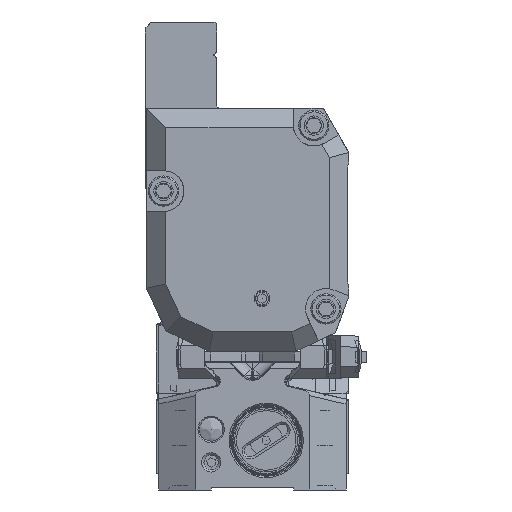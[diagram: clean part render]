
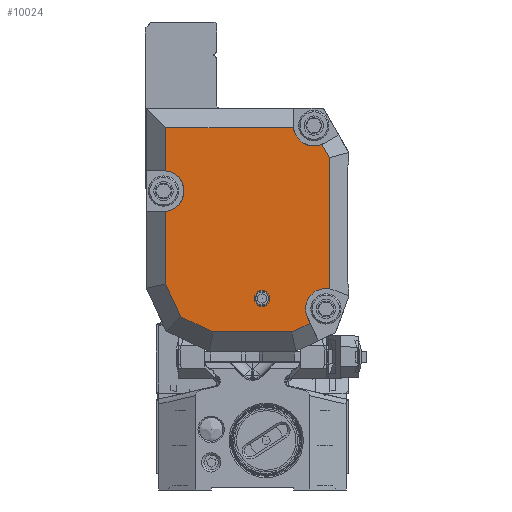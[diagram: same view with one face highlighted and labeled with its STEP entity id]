
A CAD part, front view. The second image highlights one B-rep face of the part: STEP entity #10024.
In plain terms, the highlighted planar face has unit normal (0, -1, 0).
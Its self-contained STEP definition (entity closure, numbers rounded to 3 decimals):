
#6539=FACE_BOUND('',#19026,.T.);
#6540=FACE_BOUND('',#19027,.T.);
#10024=ADVANCED_FACE('',(#6539,#6540),#11997,.F.);
#11997=PLANE('',#71542);
#19026=EDGE_LOOP('',(#37419,#37420,#37421,#37422,#37423,#37424,#37425,#37426,
#37427,#37428,#37429,#37430,#37431));
#19027=EDGE_LOOP('',(#37432));
#37419=ORIENTED_EDGE('',*,*,#52947,.T.);
#37420=ORIENTED_EDGE('',*,*,#52948,.T.);
#37421=ORIENTED_EDGE('',*,*,#52949,.T.);
#37422=ORIENTED_EDGE('',*,*,#52950,.T.);
#37423=ORIENTED_EDGE('',*,*,#52951,.T.);
#37424=ORIENTED_EDGE('',*,*,#52952,.T.);
#37425=ORIENTED_EDGE('',*,*,#52953,.T.);
#37426=ORIENTED_EDGE('',*,*,#52954,.T.);
#37427=ORIENTED_EDGE('',*,*,#52955,.T.);
#37428=ORIENTED_EDGE('',*,*,#52956,.T.);
#37429=ORIENTED_EDGE('',*,*,#52957,.T.);
#37430=ORIENTED_EDGE('',*,*,#52958,.T.);
#37431=ORIENTED_EDGE('',*,*,#52959,.T.);
#37432=ORIENTED_EDGE('',*,*,#52960,.T.);
#43704=VERTEX_POINT('',#121773);
#43705=VERTEX_POINT('',#121774);
#43706=VERTEX_POINT('',#121776);
#43707=VERTEX_POINT('',#121778);
#43708=VERTEX_POINT('',#121780);
#43709=VERTEX_POINT('',#121782);
#43710=VERTEX_POINT('',#121784);
#43711=VERTEX_POINT('',#121786);
#43712=VERTEX_POINT('',#121788);
#43713=VERTEX_POINT('',#121790);
#43714=VERTEX_POINT('',#121792);
#43715=VERTEX_POINT('',#121794);
#43716=VERTEX_POINT('',#121796);
#43717=VERTEX_POINT('',#121799);
#52947=EDGE_CURVE('',#43704,#43705,#65966,.T.);
#52948=EDGE_CURVE('',#43705,#43706,#58420,.T.);
#52949=EDGE_CURVE('',#43706,#43707,#58421,.T.);
#52950=EDGE_CURVE('',#43707,#43708,#65967,.T.);
#52951=EDGE_CURVE('',#43708,#43709,#58422,.T.);
#52952=EDGE_CURVE('',#43709,#43710,#58423,.T.);
#52953=EDGE_CURVE('',#43710,#43711,#65968,.T.);
#52954=EDGE_CURVE('',#43711,#43712,#58424,.T.);
#52955=EDGE_CURVE('',#43712,#43713,#58425,.T.);
#52956=EDGE_CURVE('',#43713,#43714,#58426,.T.);
#52957=EDGE_CURVE('',#43714,#43715,#58427,.T.);
#52958=EDGE_CURVE('',#43715,#43716,#58428,.T.);
#52959=EDGE_CURVE('',#43716,#43704,#58429,.T.);
#52960=EDGE_CURVE('',#43717,#43717,#65969,.T.);
#58420=LINE('',#121775,#63958);
#58421=LINE('',#121777,#63959);
#58422=LINE('',#121781,#63960);
#58423=LINE('',#121783,#63961);
#58424=LINE('',#121787,#63962);
#58425=LINE('',#121789,#63963);
#58426=LINE('',#121791,#63964);
#58427=LINE('',#121793,#63965);
#58428=LINE('',#121795,#63966);
#58429=LINE('',#121797,#63967);
#63958=VECTOR('',#88168,1.);
#63959=VECTOR('',#88169,1.);
#63960=VECTOR('',#88172,1.);
#63961=VECTOR('',#88173,1.);
#63962=VECTOR('',#88176,1.);
#63963=VECTOR('',#88177,1.);
#63964=VECTOR('',#88178,1.);
#63965=VECTOR('',#88179,1.);
#63966=VECTOR('',#88180,1.);
#63967=VECTOR('',#88181,1.);
#65966=CIRCLE('',#71538,3.7);
#65967=CIRCLE('',#71539,3.7);
#65968=CIRCLE('',#71540,3.7);
#65969=CIRCLE('',#71541,1.3);
#71538=AXIS2_PLACEMENT_3D('',#121772,#88166,#88167);
#71539=AXIS2_PLACEMENT_3D('',#121779,#88170,#88171);
#71540=AXIS2_PLACEMENT_3D('',#121785,#88174,#88175);
#71541=AXIS2_PLACEMENT_3D('',#121798,#88182,#88183);
#71542=AXIS2_PLACEMENT_3D('',#121800,#88184,#88185);
#88166=DIRECTION('',(0.,1.,0.));
#88167=DIRECTION('',(-1.,0.,0.));
#88168=DIRECTION('',(0.,0.,1.));
#88169=DIRECTION('',(-0.5,0.,0.866));
#88170=DIRECTION('',(0.,1.,0.));
#88171=DIRECTION('',(-1.,0.,0.));
#88172=DIRECTION('',(-1.,0.,0.));
#88173=DIRECTION('',(0.,0.,-1.));
#88174=DIRECTION('',(0.,1.,0.));
#88175=DIRECTION('',(-1.,0.,0.));
#88176=DIRECTION('',(0.,0.,-1.));
#88177=DIRECTION('',(0.419,0.,-0.908));
#88178=DIRECTION('',(0.905,0.,-0.426));
#88179=DIRECTION('',(1.,0.,0.));
#88180=DIRECTION('',(0.905,0.,0.426));
#88181=DIRECTION('',(-0.426,0.,0.905));
#88182=DIRECTION('',(0.,1.,0.));
#88183=DIRECTION('',(0.,0.,1.));
#88184=DIRECTION('',(0.,1.,0.));
#88185=DIRECTION('',(0.,0.,1.));
#121772=CARTESIAN_POINT('',(32.85,-8.,-52.11));
#121773=CARTESIAN_POINT('',(29.503,-8.,-53.687));
#121774=CARTESIAN_POINT('',(33.5,-8.,-48.468));
#121775=CARTESIAN_POINT('',(33.5,-8.,-46.706));
#121776=CARTESIAN_POINT('',(33.5,-8.,-24.648));
#121777=CARTESIAN_POINT('',(44.864,-8.,-44.331));
#121778=CARTESIAN_POINT('',(32.096,-8.,-22.216));
#121779=CARTESIAN_POINT('',(30.65,-8.,-18.81));
#121780=CARTESIAN_POINT('',(26.972,-8.,-19.21));
#121781=CARTESIAN_POINT('',(40.75,-8.,-19.21));
#121782=CARTESIAN_POINT('',(3.75,-8.,-19.21));
#121783=CARTESIAN_POINT('',(3.75,-8.,-46.706));
#121784=CARTESIAN_POINT('',(3.75,-8.,-27.032));
#121785=CARTESIAN_POINT('',(3.35,-8.,-30.71));
#121786=CARTESIAN_POINT('',(3.75,-8.,-34.388));
#121787=CARTESIAN_POINT('',(3.75,-8.,-46.706));
#121788=CARTESIAN_POINT('',(3.75,-8.,-47.584));
#121789=CARTESIAN_POINT('',(9.912,-8.,-60.937));
#121790=CARTESIAN_POINT('',(6.493,-8.,-53.528));
#121791=CARTESIAN_POINT('',(31.901,-8.,-65.495));
#121792=CARTESIAN_POINT('',(12.378,-8.,-56.3));
#121793=CARTESIAN_POINT('',(40.75,-8.,-56.3));
#121794=CARTESIAN_POINT('',(26.622,-8.,-56.3));
#121795=CARTESIAN_POINT('',(41.883,-8.,-49.112));
#121796=CARTESIAN_POINT('',(29.987,-8.,-54.715));
#121797=CARTESIAN_POINT('',(31.478,-8.,-57.881));
#121798=CARTESIAN_POINT('',(21.25,-8.,-50.21));
#121799=CARTESIAN_POINT('',(21.25,-8.,-48.91));
#121800=CARTESIAN_POINT('',(40.75,-8.,-46.706));
